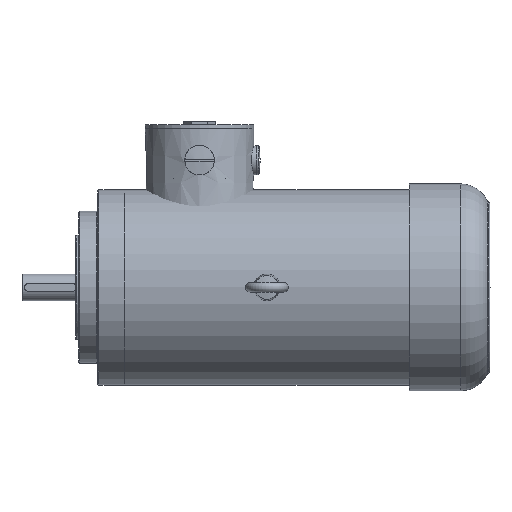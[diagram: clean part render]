
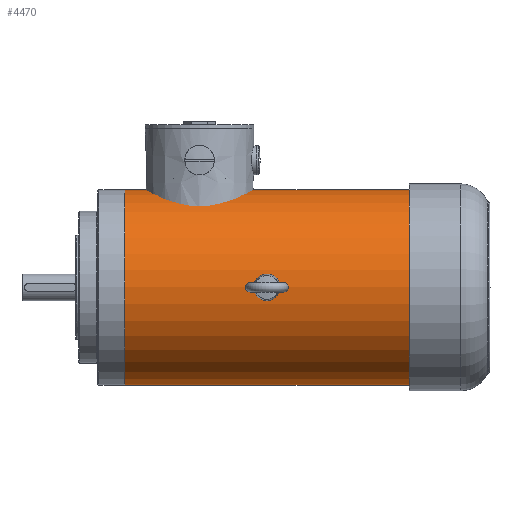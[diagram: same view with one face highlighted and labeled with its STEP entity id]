
A CAD part, front view. The second image highlights one B-rep face of the part: STEP entity #4470.
In plain terms, the highlighted cylindrical face has radius 103 mm (diameter 206 mm), a full revolution.
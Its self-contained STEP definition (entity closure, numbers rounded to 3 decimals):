
#4470=ADVANCED_FACE('', (#4480,#4490), #4500, .T.);
#29690=AXIS2_PLACEMENT_3D('Ax2Pl3d', #29700, #29710, #29720);
#29730=AXIS2_PLACEMENT_3D('Ax2Pl3d', #29740, #29750, #29760);
#29770=AXIS2_PLACEMENT_3D('Ax2Pl3d', #29780, #29790, #29800);
#29700=CARTESIAN_POINT('HicPkt', (20.202,0.644,
0.));
#29740=CARTESIAN_POINT('HicPkt', (320.202,0.644,0.));
#122220=CARTESIAN_POINT('', (320.202,103.644,0.));
#29780=CARTESIAN_POINT('HicPkt', (20.202,0.644,0.));
#122230=CARTESIAN_POINT('', (20.202,103.644,0.));
#132180=CIRCLE('Circle', #29730, 103.);
#132190=CIRCLE('Circle', #29770, 103.);
#4500=CYLINDRICAL_SURFACE('Zyl', #29690, 103.);
#29710=DIRECTION('Axis', (1.,0.,0.));
#29720=DIRECTION('RefDirection', (0.,0.,-1.));
#29750=DIRECTION('Axis', (-1.,0.,
0.));
#29760=DIRECTION('RefDirection', (0.,
0.,-1.));
#29790=DIRECTION('Axis', (-1.,0.,0.)
);
#29800=DIRECTION('RefDirection', (0.,
0.,-1.));
#170200=EDGE_CURVE('', #170210, #170210, #132180, .T.);
#170220=EDGE_CURVE('', #170230, #170230, #132190, .T.);
#192690=EDGE_LOOP('Edge_loop', (#192700));
#192710=EDGE_LOOP('Edge_loop', (#192720));
#4490=FACE_BOUND('', #192710, .T.);
#4480=FACE_OUTER_BOUND('Face_outer_bound', #192690, .T.);
#192700=ORIENTED_EDGE('', *, *, #170200, .T.);
#192720=ORIENTED_EDGE('', *, *, #170220, .F.);
#170210=VERTEX_POINT('', #122220);
#170230=VERTEX_POINT('', #122230);
